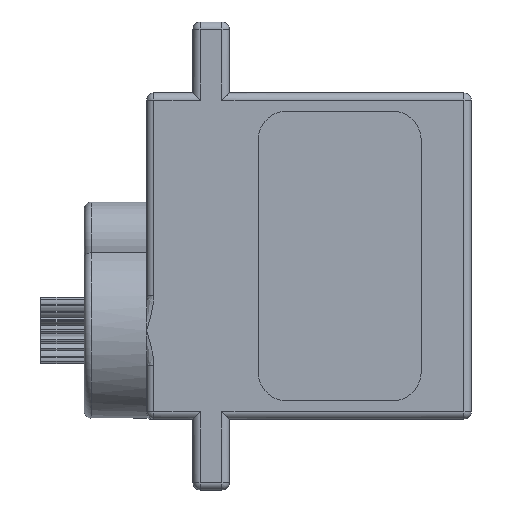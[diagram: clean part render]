
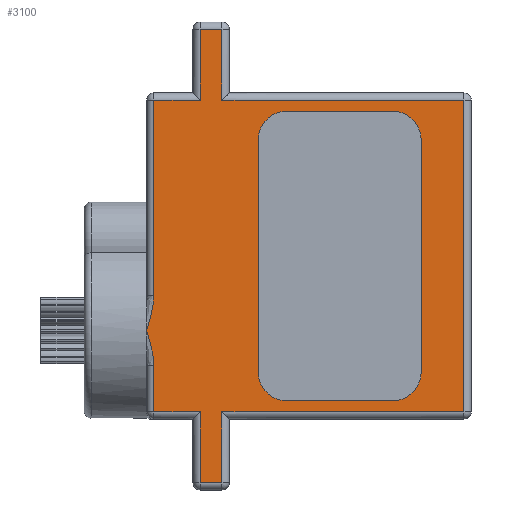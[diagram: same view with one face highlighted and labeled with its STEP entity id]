
A CAD part, left-side view. The second image highlights one B-rep face of the part: STEP entity #3100.
In plain terms, the highlighted planar face has unit normal (-1, 0, 0).
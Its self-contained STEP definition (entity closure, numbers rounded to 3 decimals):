
#153 = VERTEX_POINT ( 'NONE', #9254 ) ;
#323 = VERTEX_POINT ( 'NONE', #5374 ) ;
#341 = DIRECTION ( 'NONE',  ( 0., 1., 0. ) ) ;
#358 = EDGE_CURVE ( 'NONE', #2032, #3640, #7116, .T. ) ;
#479 = CARTESIAN_POINT ( 'NONE',  ( -6.05, 10.78, -3.559 ) ) ;
#622 = CARTESIAN_POINT ( 'NONE',  ( -6.05, 7.5, -15.65 ) ) ;
#626 = CARTESIAN_POINT ( 'NONE',  ( -6.05, 10.821, -6.54 ) ) ;
#706 = VECTOR ( 'NONE', #6315, 1000. ) ;
#936 = CARTESIAN_POINT ( 'NONE',  ( -6.05, 6., -15.65 ) ) ;
#1130 = CARTESIAN_POINT ( 'NONE',  ( -6.05, 11.2, -5.15 ) ) ;
#1159 = CARTESIAN_POINT ( 'NONE',  ( -6.05, 6., 16.15 ) ) ;
#1185 = CARTESIAN_POINT ( 'NONE',  ( -6.05, 11.082, -5.544 ) ) ;
#1238 = VERTEX_POINT ( 'NONE', #936 ) ;
#1339 = B_SPLINE_CURVE_WITH_KNOTS ( 'NONE', 3,
 ( #6986, #1185, #1892, #626, #5676, #7866, #5542, #3481 ),
 .UNSPECIFIED., .F., .F.,
 ( 4, 2, 2, 4 ),
 ( 0., 0.001, 0.002, 0.002 ),
 .UNSPECIFIED. ) ;
#1499 = DIRECTION ( 'NONE',  ( 0., 1., 0. ) ) ;
#1584 = VECTOR ( 'NONE', #1499, 1000. ) ;
#1623 = VERTEX_POINT ( 'NONE', #8591 ) ;
#1646 = VECTOR ( 'NONE', #4082, 1000. ) ;
#1679 = EDGE_CURVE ( 'NONE', #8370, #323, #3072, .T. ) ;
#1715 = VERTEX_POINT ( 'NONE', #8227 ) ;
#1837 = ORIENTED_EDGE ( 'NONE', *, *, #8895, .T. ) ;
#1858 = ORIENTED_EDGE ( 'NONE', *, *, #3913, .T. ) ;
#1892 = CARTESIAN_POINT ( 'NONE',  ( -6.05, 10.963, -5.94 ) ) ;
#1956 = EDGE_LOOP ( 'NONE', ( #3486, #4288, #3693, #4567, #3741, #7042, #7833, #5081, #2446, #1858, #6479, #7535, #6733, #1837, #7406 ) ) ;
#2032 = VERTEX_POINT ( 'NONE', #2167 ) ;
#2116 = LINE ( 'NONE', #2710, #9333 ) ;
#2118 = CARTESIAN_POINT ( 'NONE',  ( -6.05, 6., -11.25 ) ) ;
#2167 = CARTESIAN_POINT ( 'NONE',  ( -6.05, 10.7, -10.75 ) ) ;
#2390 = CARTESIAN_POINT ( 'NONE',  ( -6.05, 7.5, -10.75 ) ) ;
#2446 = ORIENTED_EDGE ( 'NONE', *, *, #3409, .T. ) ;
#2514 = DIRECTION ( 'NONE',  ( 0., -1., 0. ) ) ;
#2580 = B_SPLINE_CURVE_WITH_KNOTS ( 'NONE', 3,
 ( #5380, #3948, #6985, #479, #8313, #6818, #9037, #1130 ),
 .UNSPECIFIED., .F., .F.,
 ( 4, 2, 2, 4 ),
 ( 0., 0.001, 0.001, 0.002 ),
 .UNSPECIFIED. ) ;
#2710 = CARTESIAN_POINT ( 'NONE',  ( -6.05, 7.5, 11.25 ) ) ;
#2767 = VERTEX_POINT ( 'NONE', #622 ) ;
#2863 = DIRECTION ( 'NONE',  ( 0., 0., -1. ) ) ;
#3072 = LINE ( 'NONE', #5286, #9216 ) ;
#3100 = ADVANCED_FACE ( 'NONE', ( #3399 ), #6312, .F. ) ;
#3121 = EDGE_CURVE ( 'NONE', #1238, #3297, #5697, .T. ) ;
#3132 = CARTESIAN_POINT ( 'NONE',  ( -6.05, 5.5, -15.65 ) ) ;
#3173 = LINE ( 'NONE', #3132, #6143 ) ;
#3215 = LINE ( 'NONE', #3425, #5054 ) ;
#3297 = VERTEX_POINT ( 'NONE', #4431 ) ;
#3399 = FACE_OUTER_BOUND ( 'NONE', #1956, .T. ) ;
#3407 = LINE ( 'NONE', #6078, #4695 ) ;
#3409 = EDGE_CURVE ( 'NONE', #153, #1623, #5595, .T. ) ;
#3425 = CARTESIAN_POINT ( 'NONE',  ( -6.05, 0., 10.75 ) ) ;
#3481 = CARTESIAN_POINT ( 'NONE',  ( -6.05, 10.7, -7.558 ) ) ;
#3486 = ORIENTED_EDGE ( 'NONE', *, *, #358, .T. ) ;
#3640 = VERTEX_POINT ( 'NONE', #2390 ) ;
#3646 = VERTEX_POINT ( 'NONE', #5888 ) ;
#3693 = ORIENTED_EDGE ( 'NONE', *, *, #5013, .T. ) ;
#3741 = ORIENTED_EDGE ( 'NONE', *, *, #8385, .T. ) ;
#3913 = EDGE_CURVE ( 'NONE', #1623, #3646, #2116, .T. ) ;
#3948 = CARTESIAN_POINT ( 'NONE',  ( -6.05, 10.7, -2.949 ) ) ;
#4040 = CARTESIAN_POINT ( 'NONE',  ( -6.05, 10.7, 10.75 ) ) ;
#4082 = DIRECTION ( 'NONE',  ( 0., 0., 1. ) ) ;
#4140 = VERTEX_POINT ( 'NONE', #4840 ) ;
#4283 = VECTOR ( 'NONE', #6350, 1000. ) ;
#4288 = ORIENTED_EDGE ( 'NONE', *, *, #8708, .T. ) ;
#4431 = CARTESIAN_POINT ( 'NONE',  ( -6.05, 6., -10.75 ) ) ;
#4527 = LINE ( 'NONE', #6649, #1584 ) ;
#4567 = ORIENTED_EDGE ( 'NONE', *, *, #3121, .T. ) ;
#4695 = VECTOR ( 'NONE', #8440, 1000. ) ;
#4811 = VERTEX_POINT ( 'NONE', #4040 ) ;
#4840 = CARTESIAN_POINT ( 'NONE',  ( -6.05, 10.7, -2.742 ) ) ;
#4944 = LINE ( 'NONE', #7184, #4283 ) ;
#4948 = VECTOR ( 'NONE', #8723, 1000. ) ;
#5013 = EDGE_CURVE ( 'NONE', #2767, #1238, #3173, .T. ) ;
#5054 = VECTOR ( 'NONE', #5584, 1000. ) ;
#5081 = ORIENTED_EDGE ( 'NONE', *, *, #6910, .T. ) ;
#5263 = VERTEX_POINT ( 'NONE', #6013 ) ;
#5286 = CARTESIAN_POINT ( 'NONE',  ( -6.05, -10.7, 0. ) ) ;
#5374 = CARTESIAN_POINT ( 'NONE',  ( -6.05, -10.7, 10.75 ) ) ;
#5380 = CARTESIAN_POINT ( 'NONE',  ( -6.05, 10.7, -2.742 ) ) ;
#5479 = CARTESIAN_POINT ( 'NONE',  ( -6.05, 0., -10.75 ) ) ;
#5542 = CARTESIAN_POINT ( 'NONE',  ( -6.05, 10.7, -7.351 ) ) ;
#5584 = DIRECTION ( 'NONE',  ( 0., 1., 0. ) ) ;
#5595 = LINE ( 'NONE', #8516, #7087 ) ;
#5676 = CARTESIAN_POINT ( 'NONE',  ( -6.05, 10.78, -6.741 ) ) ;
#5697 = LINE ( 'NONE', #2118, #4948 ) ;
#5707 = EDGE_CURVE ( 'NONE', #8469, #2032, #5885, .T. ) ;
#5835 = DIRECTION ( 'NONE',  ( 0., 0., -1. ) ) ;
#5885 = LINE ( 'NONE', #9417, #9119 ) ;
#5888 = CARTESIAN_POINT ( 'NONE',  ( -6.05, 7.5, 10.75 ) ) ;
#6012 = DIRECTION ( 'NONE',  ( 0., 0., 1. ) ) ;
#6013 = CARTESIAN_POINT ( 'NONE',  ( -6.05, 6., 10.75 ) ) ;
#6078 = CARTESIAN_POINT ( 'NONE',  ( -6.05, 0., -10.75 ) ) ;
#6143 = VECTOR ( 'NONE', #2514, 1000. ) ;
#6312 = PLANE ( 'NONE',  #6596 ) ;
#6315 = DIRECTION ( 'NONE',  ( 0., 0., -1. ) ) ;
#6350 = DIRECTION ( 'NONE',  ( 0., 0., -1. ) ) ;
#6374 = EDGE_CURVE ( 'NONE', #4140, #1715, #2580, .T. ) ;
#6470 = LINE ( 'NONE', #9366, #706 ) ;
#6479 = ORIENTED_EDGE ( 'NONE', *, *, #7561, .T. ) ;
#6596 = AXIS2_PLACEMENT_3D ( 'NONE', #7573, #8581, #5835 ) ;
#6649 = CARTESIAN_POINT ( 'NONE',  ( -6.05, 0., 10.75 ) ) ;
#6733 = ORIENTED_EDGE ( 'NONE', *, *, #6374, .T. ) ;
#6818 = CARTESIAN_POINT ( 'NONE',  ( -6.05, 10.963, -4.36 ) ) ;
#6845 = LINE ( 'NONE', #1159, #1646 ) ;
#6910 = EDGE_CURVE ( 'NONE', #5263, #153, #6845, .T. ) ;
#6929 = VECTOR ( 'NONE', #7081, 1000. ) ;
#6985 = CARTESIAN_POINT ( 'NONE',  ( -6.05, 10.72, -3.153 ) ) ;
#6986 = CARTESIAN_POINT ( 'NONE',  ( -6.05, 11.2, -5.15 ) ) ;
#7042 = ORIENTED_EDGE ( 'NONE', *, *, #1679, .T. ) ;
#7081 = DIRECTION ( 'NONE',  ( 0., -1., 0. ) ) ;
#7087 = VECTOR ( 'NONE', #341, 1000. ) ;
#7116 = LINE ( 'NONE', #5479, #6929 ) ;
#7184 = CARTESIAN_POINT ( 'NONE',  ( -6.05, 7.5, -16.15 ) ) ;
#7222 = EDGE_CURVE ( 'NONE', #323, #5263, #3215, .T. ) ;
#7406 = ORIENTED_EDGE ( 'NONE', *, *, #5707, .T. ) ;
#7535 = ORIENTED_EDGE ( 'NONE', *, *, #7744, .T. ) ;
#7561 = EDGE_CURVE ( 'NONE', #3646, #4811, #4527, .T. ) ;
#7573 = CARTESIAN_POINT ( 'NONE',  ( -6.05, 0., 0. ) ) ;
#7744 = EDGE_CURVE ( 'NONE', #4811, #4140, #6470, .T. ) ;
#7774 = DIRECTION ( 'NONE',  ( 0., 0., -1. ) ) ;
#7785 = CARTESIAN_POINT ( 'NONE',  ( -6.05, 10.7, -7.558 ) ) ;
#7833 = ORIENTED_EDGE ( 'NONE', *, *, #7222, .T. ) ;
#7866 = CARTESIAN_POINT ( 'NONE',  ( -6.05, 10.72, -7.147 ) ) ;
#8227 = CARTESIAN_POINT ( 'NONE',  ( -6.05, 11.2, -5.15 ) ) ;
#8248 = CARTESIAN_POINT ( 'NONE',  ( -6.05, -10.7, -10.75 ) ) ;
#8313 = CARTESIAN_POINT ( 'NONE',  ( -6.05, 10.821, -3.76 ) ) ;
#8370 = VERTEX_POINT ( 'NONE', #8248 ) ;
#8385 = EDGE_CURVE ( 'NONE', #3297, #8370, #3407, .T. ) ;
#8440 = DIRECTION ( 'NONE',  ( 0., -1., 0. ) ) ;
#8469 = VERTEX_POINT ( 'NONE', #7785 ) ;
#8516 = CARTESIAN_POINT ( 'NONE',  ( -6.05, 8., 15.65 ) ) ;
#8581 = DIRECTION ( 'NONE',  ( 1., 0., 0. ) ) ;
#8591 = CARTESIAN_POINT ( 'NONE',  ( -6.05, 7.5, 15.65 ) ) ;
#8708 = EDGE_CURVE ( 'NONE', #3640, #2767, #4944, .T. ) ;
#8723 = DIRECTION ( 'NONE',  ( 0., 0., 1. ) ) ;
#8895 = EDGE_CURVE ( 'NONE', #1715, #8469, #1339, .T. ) ;
#9037 = CARTESIAN_POINT ( 'NONE',  ( -6.05, 11.082, -4.757 ) ) ;
#9119 = VECTOR ( 'NONE', #2863, 1000. ) ;
#9216 = VECTOR ( 'NONE', #6012, 1000. ) ;
#9254 = CARTESIAN_POINT ( 'NONE',  ( -6.05, 6., 15.65 ) ) ;
#9333 = VECTOR ( 'NONE', #7774, 1000. ) ;
#9366 = CARTESIAN_POINT ( 'NONE',  ( -6.05, 10.7, 0. ) ) ;
#9417 = CARTESIAN_POINT ( 'NONE',  ( -6.05, 10.7, 0. ) ) ;
